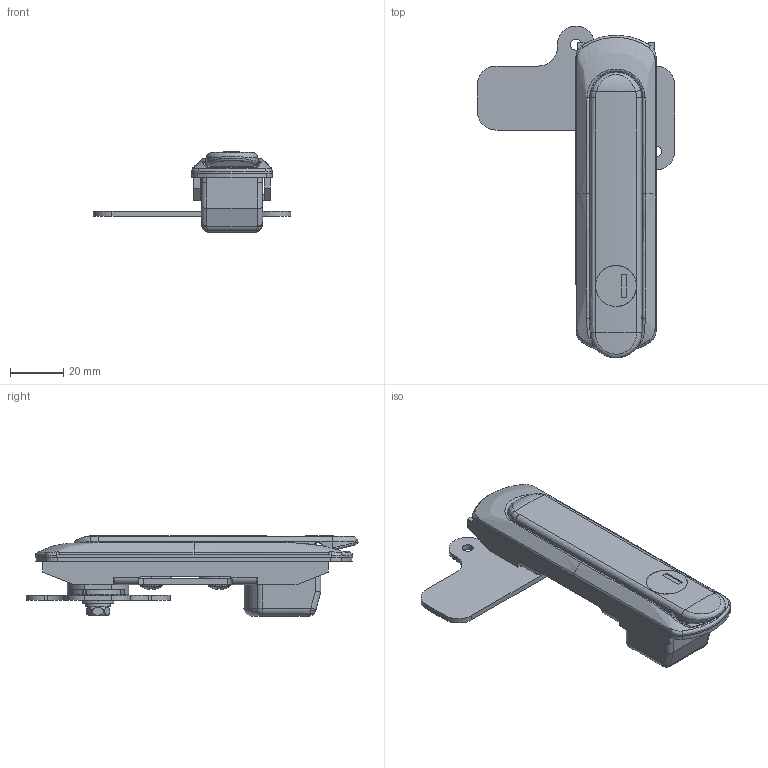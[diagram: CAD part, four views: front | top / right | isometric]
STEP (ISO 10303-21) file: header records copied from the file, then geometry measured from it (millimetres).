
FILE_DESCRIPTION (( 'STEP AP203' ), '1' );
FILE_NAME ('A-464-C-2-1-TAK60.STEP', '2019-08-01T01:27:01', ( '' ), ( '' ), 'SwSTEP 2.0', 'SolidWorks 2014', '' );
FILE_SCHEMA (( 'CONFIG_CONTROL_DESIGN' ));
Length unit declared in the file: millimetre
Products named in the file (15): A-1464-C-2_本体_; スプリングワッシャーM4_JIS B 1251 No.2 5; A-1464-2_回転軸_; 廫帤寠晅側傋偹偠M4_M4亊10; A-1464-2_軸ピン_; A-1464-C-2_パッキン_; A-1464-C-2_ストッパー_; A-1464-C-2-1_ダミーローター__#TAK60-4_; A-1464-C-2_ハンドル_; A-1464-C-2-1_AC-1025-E-4S_; A-1464-C-2_取付板_; A-464-C-2-1-TAK60; 暯儚僢僔儍乕M5暲娵_M5-冇12亊冇5.3亊t0.8; スプリングワッシャーM5_JIS B 1251 No.2 5; A-1464-C-2-1_十字穴付き六角ボルトM5_M5×10
Assembly tree (16 placements, depth 2):
  A-464-C-2-1-TAK60
    A-1464-C-2_本体_
    A-1464-2_回転軸_
    A-1464-2_軸ピン_
    A-1464-C-2_ストッパー_
    A-1464-C-2_ハンドル_
    A-1464-C-2_取付板_
    暯儚僢僔儍乕M5暲娵_M5-冇12亊冇5.3亊t0.8
    スプリングワッシャーM5_JIS B 1251 No.2 5
    A-1464-C-2-1_十字穴付き六角ボルトM5_M5×10
    スプリングワッシャーM4_JIS B 1251 No.2 5  x2
    廫帤寠晅側傋偹偠M4_M4亊10  x2
    A-1464-C-2_パッキン_
    A-1464-C-2-1_ダミーローター__#TAK60-4_
    A-1464-C-2-1_AC-1025-E-4S_
Bounding box: 74 x 124.5 x 30.1 mm (x, y, z)
Volume: 52875.5 mm3; surface area: 40844.8 mm2
Topology: 16 solids, 16 shells, 552 faces, 1396 edges, 877 vertices
Faces by surface type: plane 231, cylinder 208, bspline 73, torus 24, sphere 14, cone 2
Entity records: 22620 total; most frequent: CARTESIAN_POINT 8828, ORIENTED_EDGE 2620, DIRECTION 2450, EDGE_CURVE 1310, AXIS2_PLACEMENT_3D 917, VERTEX_POINT 831, VECTOR 616, LINE 616
